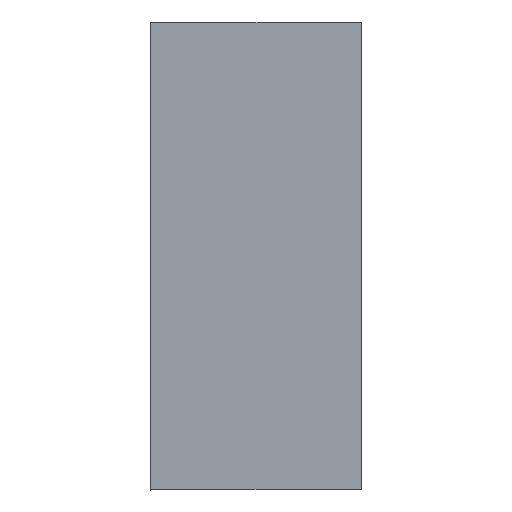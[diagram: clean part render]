
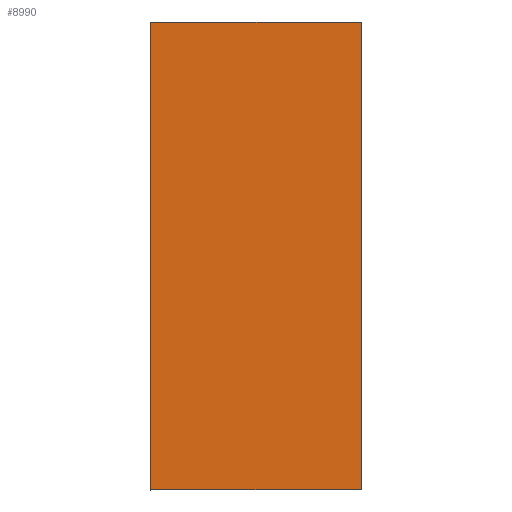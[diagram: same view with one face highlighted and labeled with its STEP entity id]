
A CAD part, top view. The second image highlights one B-rep face of the part: STEP entity #8990.
In plain terms, the highlighted face is planar.
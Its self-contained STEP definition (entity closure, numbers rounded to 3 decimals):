
#1470=CARTESIAN_POINT('',(48.452,196.207,
-21.854));
#1480=DIRECTION('',(0.,0.,1.));
#1490=VECTOR('',#1480,1.);
#1500=LINE('',#1470,#1490);
#1510=CARTESIAN_POINT('',(48.452,196.207,
-74.179));
#1520=VERTEX_POINT('',#1510);
#1530=CARTESIAN_POINT('',(48.452,196.207,
-69.729));
#1540=VERTEX_POINT('',#1530);
#1550=EDGE_CURVE('',#1520,#1540,#1500,.T.);
#6000=CARTESIAN_POINT('',(48.452,186.307,
-74.179));
#6010=VERTEX_POINT('',#6000);
#6040=CARTESIAN_POINT('',(48.452,11.284,
-74.179));
#6050=DIRECTION('',(0.,1.,0.));
#6060=VECTOR('',#6050,1.);
#6070=LINE('',#6040,#6060);
#6080=EDGE_CURVE('',#6010,#1520,#6070,.T.);
#7440=CARTESIAN_POINT('',(48.452,11.284,
-69.729));
#7450=DIRECTION('',(0.,-1.,0.));
#7460=VECTOR('',#7450,1.);
#7470=LINE('',#7440,#7460);
#7480=CARTESIAN_POINT('',(48.452,186.307,
-69.729));
#7490=VERTEX_POINT('',#7480);
#7500=EDGE_CURVE('',#1540,#7490,#7470,.T.);
#8830=CARTESIAN_POINT('',(48.452,191.257,
-72.104));
#8840=DIRECTION('',(1.,0.,0.));
#8850=DIRECTION('',(0.,-1.,0.));
#8860=AXIS2_PLACEMENT_3D('',#8830,#8840,#8850);
#8870=PLANE('',#8860);
#8880=ORIENTED_EDGE('',*,*,#7500,.T.);
#8890=ORIENTED_EDGE('',*,*,#1550,.T.);
#8900=ORIENTED_EDGE('',*,*,#6080,.T.);
#8910=CARTESIAN_POINT('',(48.452,186.307,
-21.854));
#8920=DIRECTION('',(0.,0.,-1.));
#8930=VECTOR('',#8920,1.);
#8940=LINE('',#8910,#8930);
#8950=EDGE_CURVE('',#7490,#6010,#8940,.T.);
#8960=ORIENTED_EDGE('',*,*,#8950,.T.);
#8970=EDGE_LOOP('',(#8960,#8900,#8890,#8880));
#8980=FACE_OUTER_BOUND('',#8970,.T.);
#8990=ADVANCED_FACE('',(#8980),#8870,.T.);
